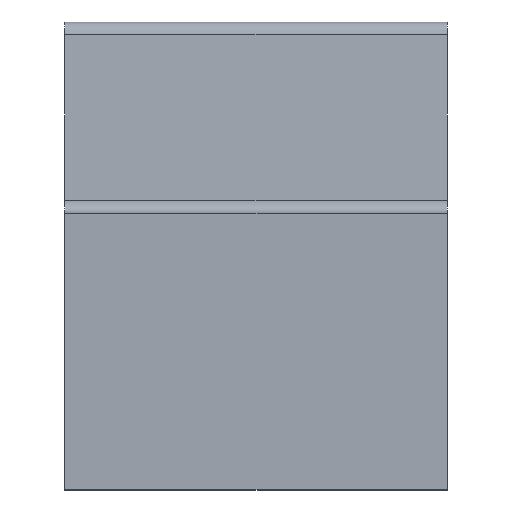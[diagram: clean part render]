
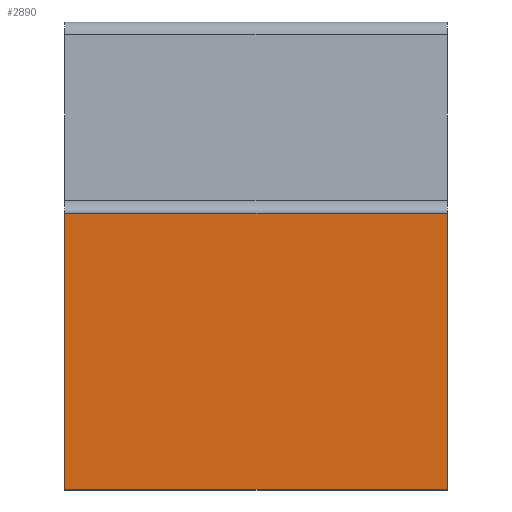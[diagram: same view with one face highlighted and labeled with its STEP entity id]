
A CAD part, left-side view. The second image highlights one B-rep face of the part: STEP entity #2890.
In plain terms, the highlighted planar face has unit normal (-1, 0, 0).
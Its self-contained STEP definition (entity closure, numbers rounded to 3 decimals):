
#253=LINE('',#4229,#526);
#261=LINE('',#4245,#534);
#264=LINE('',#4251,#537);
#277=LINE('',#4277,#550);
#526=VECTOR('',#3571,1000.);
#534=VECTOR('',#3581,1000.);
#537=VECTOR('',#3588,1000.);
#550=VECTOR('',#3611,1000.);
#1116=ORIENTED_EDGE('',*,*,#1499,.F.);
#1117=ORIENTED_EDGE('',*,*,#1523,.T.);
#1118=ORIENTED_EDGE('',*,*,#1507,.T.);
#1119=ORIENTED_EDGE('',*,*,#1510,.F.);
#1499=EDGE_CURVE('',#1749,#1750,#253,.T.);
#1507=EDGE_CURVE('',#1756,#1755,#261,.T.);
#1510=EDGE_CURVE('',#1750,#1755,#264,.T.);
#1523=EDGE_CURVE('',#1749,#1756,#277,.T.);
#1749=VERTEX_POINT('',#4230);
#1750=VERTEX_POINT('',#4231);
#1755=VERTEX_POINT('',#4244);
#1756=VERTEX_POINT('',#4246);
#1953=EDGE_LOOP('',(#1116,#1117,#1118,#1119));
#2074=FACE_BOUND('',#1953,.T.);
#2177=PLANE('',#3079);
#2890=ADVANCED_FACE('',(#2074),#2177,.F.);
#3079=AXIS2_PLACEMENT_3D('',#4276,#3609,#3610);
#3571=DIRECTION('',(0.,0.,1.));
#3581=DIRECTION('',(0.,0.,1.));
#3588=DIRECTION('',(0.,-1.,0.));
#3609=DIRECTION('',(1.,0.,0.));
#3610=DIRECTION('',(0.,0.,-1.));
#3611=DIRECTION('',(0.,-1.,0.));
#4229=CARTESIAN_POINT('',(-0.8,0.4,0.57));
#4230=CARTESIAN_POINT('',(-0.8,0.4,0.));
#4231=CARTESIAN_POINT('',(-0.8,0.4,0.58));
#4244=CARTESIAN_POINT('',(-0.8,-0.4,0.58));
#4245=CARTESIAN_POINT('',(-0.8,-0.4,0.57));
#4246=CARTESIAN_POINT('',(-0.8,-0.4,0.));
#4251=CARTESIAN_POINT('',(-0.8,0.4,0.58));
#4276=CARTESIAN_POINT('',(-0.8,0.35,0.01));
#4277=CARTESIAN_POINT('',(-0.8,0.35,0.));
